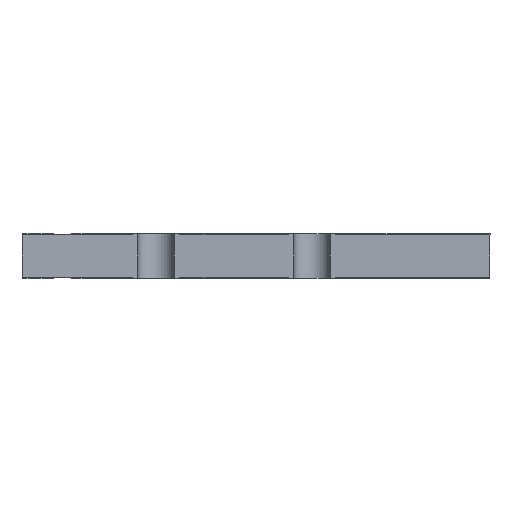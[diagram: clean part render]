
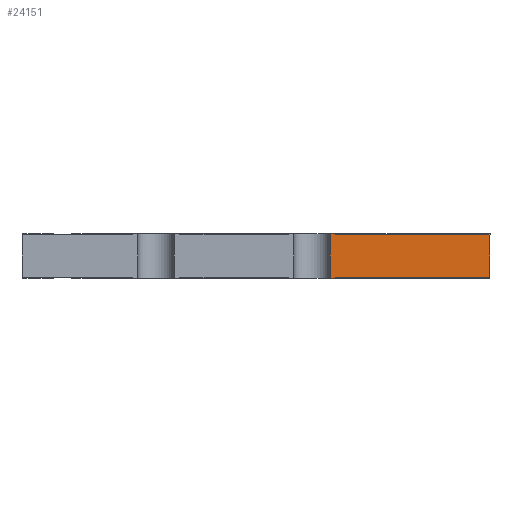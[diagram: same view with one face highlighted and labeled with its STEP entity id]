
A CAD part, left-side view. The second image highlights one B-rep face of the part: STEP entity #24151.
In plain terms, the highlighted planar face has unit normal (-1, 0, 0).
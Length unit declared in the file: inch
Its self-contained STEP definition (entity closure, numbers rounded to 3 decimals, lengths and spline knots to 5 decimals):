
#14 = CARTESIAN_POINT ( 'NONE',  ( -0.50041, 0.39781, 0.07 ) ) ;
#645 = EDGE_CURVE ( 'NONE', #22873, #8683, #5679, .T. ) ;
#734 = LINE ( 'NONE', #14, #5114 ) ;
#1337 = EDGE_CURVE ( 'NONE', #3263, #17476, #734, .T. ) ;
#2066 = DIRECTION ( 'NONE',  ( 0., 0., -1. ) ) ;
#2728 = CARTESIAN_POINT ( 'NONE',  ( -0.50041, 0.39781, 0.072 ) ) ;
#2798 = VECTOR ( 'NONE', #27301, 39.37008 ) ;
#3119 = CARTESIAN_POINT ( 'NONE',  ( -0.50041, -0.12644, 0.002 ) ) ;
#3263 = VERTEX_POINT ( 'NONE', #14549 ) ;
#3339 = EDGE_LOOP ( 'NONE', ( #25261, #11920, #14177, #6591, #4853, #13264, #4856, #27066 ) ) ;
#4082 = CARTESIAN_POINT ( 'NONE',  ( -0.50041, -0.11758, 0. ) ) ;
#4681 = DIRECTION ( 'NONE',  ( 0., 1., 0. ) ) ;
#4853 = ORIENTED_EDGE ( 'NONE', *, *, #645, .F. ) ;
#4856 = ORIENTED_EDGE ( 'NONE', *, *, #15584, .F. ) ;
#5114 = VECTOR ( 'NONE', #12227, 39.37008 ) ;
#5177 = DIRECTION ( 'NONE',  ( 1., 0., 0. ) ) ;
#5338 = FACE_OUTER_BOUND ( 'NONE', #3339, .T. ) ;
#5679 = LINE ( 'NONE', #3119, #25215 ) ;
#6591 = ORIENTED_EDGE ( 'NONE', *, *, #25023, .T. ) ;
#7147 = EDGE_CURVE ( 'NONE', #20246, #7901, #15694, .T. ) ;
#7558 = EDGE_CURVE ( 'NONE', #22873, #10324, #21741, .T. ) ;
#7629 = CARTESIAN_POINT ( 'NONE',  ( -0.50041, -0.11758, 0.072 ) ) ;
#7835 = DIRECTION ( 'NONE',  ( 0., -1., 0. ) ) ;
#7901 = VERTEX_POINT ( 'NONE', #4082 ) ;
#8683 = VERTEX_POINT ( 'NONE', #12802 ) ;
#8865 = CARTESIAN_POINT ( 'NONE',  ( -0.50041, -0.11758, 0.002 ) ) ;
#9545 = VECTOR ( 'NONE', #2066, 39.37008 ) ;
#9869 = LINE ( 'NONE', #14725, #24678 ) ;
#9973 = LINE ( 'NONE', #19212, #14784 ) ;
#10324 = VERTEX_POINT ( 'NONE', #28303 ) ;
#10661 = VECTOR ( 'NONE', #7835, 39.37008 ) ;
#11612 = VERTEX_POINT ( 'NONE', #20553 ) ;
#11920 = ORIENTED_EDGE ( 'NONE', *, *, #20958, .T. ) ;
#12134 = CARTESIAN_POINT ( 'NONE',  ( -0.50041, -0.37344, 0.002 ) ) ;
#12227 = DIRECTION ( 'NONE',  ( 0., 1., 0. ) ) ;
#12339 = DIRECTION ( 'NONE',  ( 0., 0., -1. ) ) ;
#12802 = CARTESIAN_POINT ( 'NONE',  ( -0.50041, -0.12644, 0. ) ) ;
#13264 = ORIENTED_EDGE ( 'NONE', *, *, #7558, .T. ) ;
#14177 = ORIENTED_EDGE ( 'NONE', *, *, #7147, .T. ) ;
#14214 = LINE ( 'NONE', #2728, #26799 ) ;
#14549 = CARTESIAN_POINT ( 'NONE',  ( -0.50041, -0.37344, 0.07 ) ) ;
#14725 = CARTESIAN_POINT ( 'NONE',  ( -0.50041, -0.12644, 0.07 ) ) ;
#14784 = VECTOR ( 'NONE', #23134, 39.37008 ) ;
#15584 = EDGE_CURVE ( 'NONE', #3263, #10324, #9973, .T. ) ;
#15694 = LINE ( 'NONE', #8865, #9545 ) ;
#17476 = VERTEX_POINT ( 'NONE', #27765 ) ;
#19212 = CARTESIAN_POINT ( 'NONE',  ( -0.50041, -0.37344, 0.002 ) ) ;
#19251 = DIRECTION ( 'NONE',  ( 0., 0., -1. ) ) ;
#19804 = AXIS2_PLACEMENT_3D ( 'NONE', #12134, #5177, #19251 ) ;
#20246 = VERTEX_POINT ( 'NONE', #7629 ) ;
#20553 = CARTESIAN_POINT ( 'NONE',  ( -0.50041, -0.12644, 0.072 ) ) ;
#20958 = EDGE_CURVE ( 'NONE', #11612, #20246, #14214, .T. ) ;
#21741 = LINE ( 'NONE', #28684, #2798 ) ;
#22873 = VERTEX_POINT ( 'NONE', #26042 ) ;
#23134 = DIRECTION ( 'NONE',  ( 0., 0., -1. ) ) ;
#24018 = LINE ( 'NONE', #24171, #10661 ) ;
#24151 = ADVANCED_FACE ( 'NONE', ( #5338 ), #28165, .F. ) ;
#24171 = CARTESIAN_POINT ( 'NONE',  ( -0.50041, -0.37344, 0. ) ) ;
#24678 = VECTOR ( 'NONE', #28777, 39.37008 ) ;
#25023 = EDGE_CURVE ( 'NONE', #7901, #8683, #24018, .T. ) ;
#25208 = EDGE_CURVE ( 'NONE', #17476, #11612, #9869, .T. ) ;
#25215 = VECTOR ( 'NONE', #12339, 39.37008 ) ;
#25261 = ORIENTED_EDGE ( 'NONE', *, *, #25208, .T. ) ;
#26042 = CARTESIAN_POINT ( 'NONE',  ( -0.50041, -0.12644, 0.002 ) ) ;
#26799 = VECTOR ( 'NONE', #4681, 39.37008 ) ;
#27066 = ORIENTED_EDGE ( 'NONE', *, *, #1337, .T. ) ;
#27301 = DIRECTION ( 'NONE',  ( 0., -1., 0. ) ) ;
#27765 = CARTESIAN_POINT ( 'NONE',  ( -0.50041, -0.12644, 0.07 ) ) ;
#28165 = PLANE ( 'NONE',  #19804 ) ;
#28303 = CARTESIAN_POINT ( 'NONE',  ( -0.50041, -0.37344, 0.002 ) ) ;
#28684 = CARTESIAN_POINT ( 'NONE',  ( -0.50041, -0.37344, 0.002 ) ) ;
#28777 = DIRECTION ( 'NONE',  ( 0., 0., 1. ) ) ;
